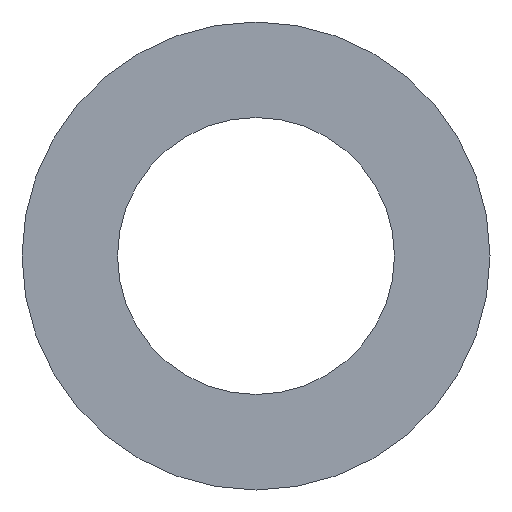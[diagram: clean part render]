
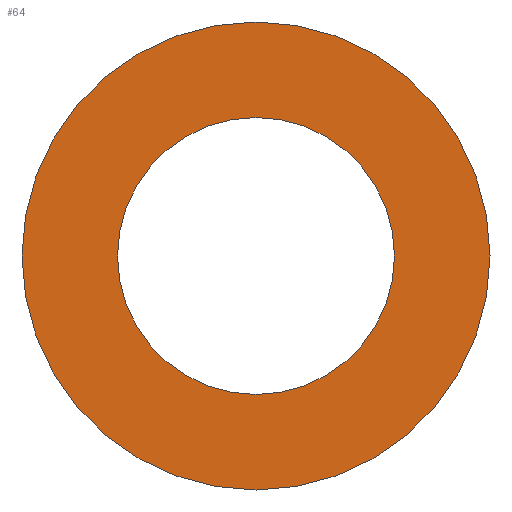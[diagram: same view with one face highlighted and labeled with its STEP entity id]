
A CAD part, front view. The second image highlights one B-rep face of the part: STEP entity #64.
In plain terms, the highlighted planar face has unit normal (0, -1, 0).
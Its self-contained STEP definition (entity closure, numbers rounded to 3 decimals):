
#1 = CARTESIAN_POINT ( 'NONE',  ( 0., 0., -3.55 ) ) ;
#28 = VERTEX_POINT ( 'NONE', #129 ) ;
#31 = CIRCLE ( 'NONE', #148, 3.55 ) ;
#37 = DIRECTION ( 'NONE',  ( 0., 0., 1. ) ) ;
#38 = CARTESIAN_POINT ( 'NONE',  ( 0., 0., 0. ) ) ;
#55 = VERTEX_POINT ( 'NONE', #1 ) ;
#59 = CARTESIAN_POINT ( 'NONE',  ( 0., 0., 0. ) ) ;
#61 = DIRECTION ( 'NONE',  ( 0., 0., 1. ) ) ;
#63 = PLANE ( 'NONE',  #154 ) ;
#64 = ADVANCED_FACE ( 'NONE', ( #82, #150 ), #63, .F. ) ;
#77 = CARTESIAN_POINT ( 'NONE',  ( 0., 0., 0. ) ) ;
#82 = FACE_OUTER_BOUND ( 'NONE', #121, .T. ) ;
#87 = AXIS2_PLACEMENT_3D ( 'NONE', #134, #187, #147 ) ;
#92 = EDGE_CURVE ( 'NONE', #125, #28, #101, .T. ) ;
#95 = DIRECTION ( 'NONE',  ( 0., 1., 0. ) ) ;
#98 = CIRCLE ( 'NONE', #109, 3.55 ) ;
#101 = CIRCLE ( 'NONE', #110, 6. ) ;
#105 = CARTESIAN_POINT ( 'NONE',  ( 0., 0., -6. ) ) ;
#107 = CARTESIAN_POINT ( 'NONE',  ( 0., 0., 0. ) ) ;
#109 = AXIS2_PLACEMENT_3D ( 'NONE', #38, #95, #37 ) ;
#110 = AXIS2_PLACEMENT_3D ( 'NONE', #59, #119, #183 ) ;
#119 = DIRECTION ( 'NONE',  ( 0., 1., 0. ) ) ;
#121 = EDGE_LOOP ( 'NONE', ( #144, #123 ) ) ;
#123 = ORIENTED_EDGE ( 'NONE', *, *, #156, .F. ) ;
#125 = VERTEX_POINT ( 'NONE', #105 ) ;
#129 = CARTESIAN_POINT ( 'NONE',  ( 0., 0., 6. ) ) ;
#134 = CARTESIAN_POINT ( 'NONE',  ( 0., 0., 0. ) ) ;
#137 = CARTESIAN_POINT ( 'NONE',  ( 0., 0., 3.55 ) ) ;
#144 = ORIENTED_EDGE ( 'NONE', *, *, #92, .F. ) ;
#146 = EDGE_CURVE ( 'NONE', #196, #55, #31, .T. ) ;
#147 = DIRECTION ( 'NONE',  ( 0., 0., 1. ) ) ;
#148 = AXIS2_PLACEMENT_3D ( 'NONE', #77, #205, #61 ) ;
#150 = FACE_BOUND ( 'NONE', #194, .T. ) ;
#154 = AXIS2_PLACEMENT_3D ( 'NONE', #107, #195, #174 ) ;
#156 = EDGE_CURVE ( 'NONE', #28, #125, #176, .T. ) ;
#158 = ORIENTED_EDGE ( 'NONE', *, *, #161, .T. ) ;
#161 = EDGE_CURVE ( 'NONE', #55, #196, #98, .T. ) ;
#174 = DIRECTION ( 'NONE',  ( 0., 0., 1. ) ) ;
#176 = CIRCLE ( 'NONE', #87, 6. ) ;
#183 = DIRECTION ( 'NONE',  ( 0., 0., 1. ) ) ;
#187 = DIRECTION ( 'NONE',  ( 0., 1., 0. ) ) ;
#192 = ORIENTED_EDGE ( 'NONE', *, *, #146, .T. ) ;
#194 = EDGE_LOOP ( 'NONE', ( #158, #192 ) ) ;
#195 = DIRECTION ( 'NONE',  ( 0., 1., 0. ) ) ;
#196 = VERTEX_POINT ( 'NONE', #137 ) ;
#205 = DIRECTION ( 'NONE',  ( 0., 1., 0. ) ) ;
